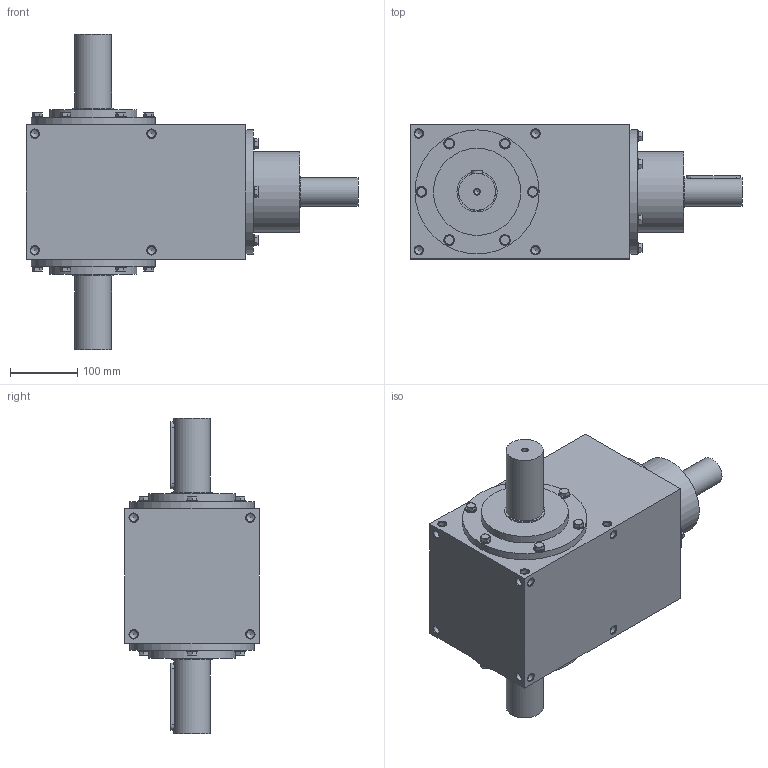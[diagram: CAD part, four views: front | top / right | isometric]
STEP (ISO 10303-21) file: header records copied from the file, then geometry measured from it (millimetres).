
FILE_DESCRIPTION(/* description */ ('STEP AP203'),/* implementation_level */ '2;1');
FILE_NAME(/* name */ 'RES55_RES-S2_R.1_4.5',/* time_stamp */ '2023-01-10T08:33:02+01:00',/* author */ ('License CC BY-ND 4.0'),/* organization */ ('CADENAS'),/* preprocessor_version */ 'ST-DEVELOPER v18.102',/* originating_system */ 'PARTsolutions',/* authorisation */ ' ');
FILE_SCHEMA (('CONFIG_CONTROL_DESIGN'));
Length unit declared in the file: millimetre
Products named in the file (5): RES55_RES-S2_R.1/4.5; RES55-shaft; REC55-shaft; RC_RR55-screw; RES552-case
Assembly tree (22 placements, depth 2):
  RES55_RES-S2_R.1/4.5
    RES55-shaft  x2
    REC55-shaft
    RC_RR55-screw  x18
    RES552-case
Bounding box: 495 x 200 x 470 mm (x, y, z)
Volume: 15910867.4 mm3; surface area: 638333.1 mm2
Topology: 22 solids, 22 shells, 440 faces, 991 edges, 602 vertices
Faces by surface type: plane 193, cone 162, cylinder 85
Full cylindrical faces by diameter (mm): 8.376 x3, 11.835 x44, 16 x18, 42 x1, 46 x2, 55 x2, 60 x3, 120 x1, 130 x2, 185 x3
Entity records: 4114 total; most frequent: DIRECTION 752, CARTESIAN_POINT 696, ORIENTED_EDGE 468, AXIS2_PLACEMENT_3D 356, FACE_BOUND 306, EDGE_LOOP 280, EDGE_CURVE 234, VERTEX_POINT 212
